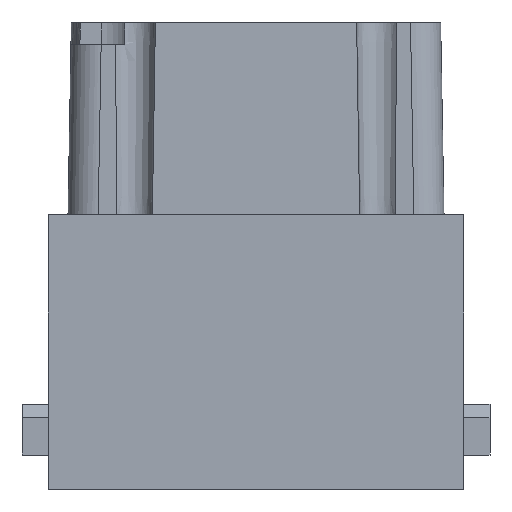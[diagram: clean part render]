
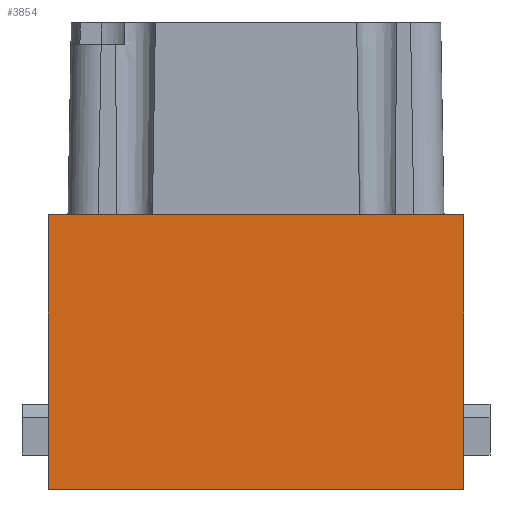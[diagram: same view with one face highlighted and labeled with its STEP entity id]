
A CAD part, left-side view. The second image highlights one B-rep face of the part: STEP entity #3854.
In plain terms, the highlighted face is planar.
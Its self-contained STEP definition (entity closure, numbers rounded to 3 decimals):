
#673=VERTEX_POINT('',#6180);
#676=VERTEX_POINT('',#6185);
#748=VERTEX_POINT('',#6388);
#858=VERTEX_POINT('',#6805);
#1021=VECTOR('',#4757,1.);
#1056=VECTOR('',#4920,1.);
#1132=VECTOR('',#5232,1.);
#1135=VECTOR('',#5236,1.);
#1285=LINE('',#6186,#1021);
#1320=LINE('',#6389,#1056);
#1396=LINE('',#6804,#1132);
#1399=LINE('',#6810,#1135);
#1610=EDGE_CURVE('',#676,#673,#1285,.T.);
#1704=EDGE_CURVE('',#748,#676,#1320,.T.);
#1863=EDGE_CURVE('',#858,#748,#1396,.T.);
#1866=EDGE_CURVE('',#858,#673,#1399,.T.);
#2574=ORIENTED_EDGE('',*,*,#1704,.F.);
#2575=ORIENTED_EDGE('',*,*,#1863,.F.);
#2576=ORIENTED_EDGE('',*,*,#1866,.T.);
#2577=ORIENTED_EDGE('',*,*,#1610,.F.);
#3356=EDGE_LOOP('',(#2574,#2575,#2576,#2577));
#3615=FACE_BOUND('',#3356,.T.);
#3854=ADVANCED_FACE('',(#3615),#7260,.T.);
#4260=AXIS2_PLACEMENT_3D('',#6809,#5235,$);
#4757=DIRECTION('',(0.,-1.,0.));
#4920=DIRECTION('',(0.,0.,-1.));
#5232=DIRECTION('',(0.,1.,0.));
#5235=DIRECTION('',(1.,0.,0.));
#5236=DIRECTION('',(0.,0.,-1.));
#6180=CARTESIAN_POINT('',(7.3,-17.9,-15.15));
#6185=CARTESIAN_POINT('',(7.3,2.1,-15.15));
#6186=CARTESIAN_POINT('',(7.3,2.1,-15.15));
#6388=CARTESIAN_POINT('',(7.3,2.1,15.15));
#6389=CARTESIAN_POINT('',(7.3,2.1,15.15));
#6804=CARTESIAN_POINT('',(7.3,-17.9,15.15));
#6805=CARTESIAN_POINT('',(7.3,-17.9,15.15));
#6809=CARTESIAN_POINT('',(7.3,-7.8,0.));
#6810=CARTESIAN_POINT('',(7.3,-17.9,15.15));
#7260=PLANE('',#4260);
